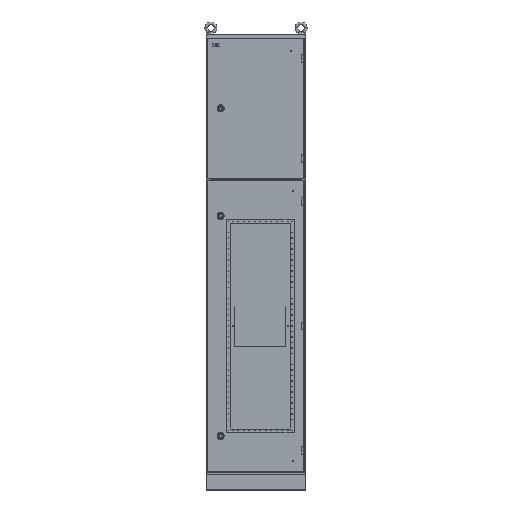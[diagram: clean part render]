
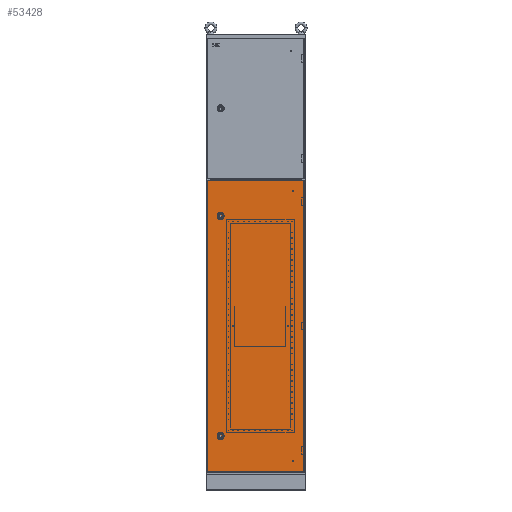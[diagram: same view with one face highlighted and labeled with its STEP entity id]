
A CAD part, top view. The second image highlights one B-rep face of the part: STEP entity #53428.
In plain terms, the highlighted planar face has unit normal (0, 0, 1).
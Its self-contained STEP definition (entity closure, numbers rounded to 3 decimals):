
#101 = EDGE_CURVE ( 'NONE', #79564, #51743, #17112, .T. ) ;
#1380 = LINE ( 'NONE', #60867, #66492 ) ;
#1874 = LINE ( 'NONE', #65348, #33425 ) ;
#4240 = DIRECTION ( 'NONE',  ( 0., 0., 1. ) ) ;
#5695 = EDGE_LOOP ( 'NONE', ( #27943, #45980 ) ) ;
#7050 = VERTEX_POINT ( 'NONE', #17543 ) ;
#9990 = LINE ( 'NONE', #55296, #43521 ) ;
#11840 = VERTEX_POINT ( 'NONE', #71409 ) ;
#11854 = CARTESIAN_POINT ( 'NONE',  ( 61.5, 500., 0. ) ) ;
#13603 = DIRECTION ( 'NONE',  ( 0., 0., 1. ) ) ;
#17112 = CIRCLE ( 'NONE', #57276, 1.5 ) ;
#17456 = DIRECTION ( 'NONE',  ( -1., 0., 0. ) ) ;
#17543 = CARTESIAN_POINT ( 'NONE',  ( 58.5, -500., 0. ) ) ;
#18658 = DIRECTION ( 'NONE',  ( 0., 0., 1. ) ) ;
#19379 = DIRECTION ( 'NONE',  ( 0., -1., 0. ) ) ;
#19631 = VERTEX_POINT ( 'NONE', #41187 ) ;
#21801 = AXIS2_PLACEMENT_3D ( 'NONE', #56472, #18658, #62792 ) ;
#27767 = PLANE ( 'NONE',  #64679 ) ;
#27943 = ORIENTED_EDGE ( 'NONE', *, *, #68747, .F. ) ;
#28052 = DIRECTION ( 'NONE',  ( 1., 0., 0. ) ) ;
#28450 = AXIS2_PLACEMENT_3D ( 'NONE', #41989, #4240, #48322 ) ;
#28592 = EDGE_CURVE ( 'NONE', #7050, #75148, #30859, .T. ) ;
#29390 = DIRECTION ( 'NONE',  ( 1., 0., 0. ) ) ;
#30859 = CIRCLE ( 'NONE', #57844, 1.5 ) ;
#33425 = VECTOR ( 'NONE', #71656, 1000. ) ;
#34560 = VERTEX_POINT ( 'NONE', #73762 ) ;
#35992 = FACE_BOUND ( 'NONE', #5695, .T. ) ;
#36735 = EDGE_LOOP ( 'NONE', ( #48653, #53551, #50317, #45877 ) ) ;
#37947 = ORIENTED_EDGE ( 'NONE', *, *, #66514, .F. ) ;
#41187 = CARTESIAN_POINT ( 'NONE',  ( 0., 663.5, 0. ) ) ;
#41989 = CARTESIAN_POINT ( 'NONE',  ( 60., 500., 0. ) ) ;
#43225 = EDGE_CURVE ( 'NONE', #19631, #34560, #62957, .T. ) ;
#43521 = VECTOR ( 'NONE', #17456, 1000. ) ;
#44209 = VECTOR ( 'NONE', #19379, 1000. ) ;
#44836 = FACE_BOUND ( 'NONE', #51237, .T. ) ;
#45877 = ORIENTED_EDGE ( 'NONE', *, *, #74653, .T. ) ;
#45980 = ORIENTED_EDGE ( 'NONE', *, *, #28592, .F. ) ;
#48322 = DIRECTION ( 'NONE',  ( 1., 0., 0. ) ) ;
#48653 = ORIENTED_EDGE ( 'NONE', *, *, #43225, .T. ) ;
#50317 = ORIENTED_EDGE ( 'NONE', *, *, #51820, .T. ) ;
#51237 = EDGE_LOOP ( 'NONE', ( #64973, #37947 ) ) ;
#51395 = CARTESIAN_POINT ( 'NONE',  ( 60., -500., 0. ) ) ;
#51743 = VERTEX_POINT ( 'NONE', #51913 ) ;
#51820 = EDGE_CURVE ( 'NONE', #11840, #62388, #1874, .T. ) ;
#51913 = CARTESIAN_POINT ( 'NONE',  ( 58.5, 500., 0. ) ) ;
#53428 = ADVANCED_FACE ( 'NONE', ( #35992, #44836, #61634 ), #27767, .T. ) ;
#53551 = ORIENTED_EDGE ( 'NONE', *, *, #81542, .T. ) ;
#55296 = CARTESIAN_POINT ( 'NONE',  ( 0., 663.5, 0. ) ) ;
#56065 = DIRECTION ( 'NONE',  ( 1., 0., 0. ) ) ;
#56122 = DIRECTION ( 'NONE',  ( 0., 0., 1. ) ) ;
#56147 = CARTESIAN_POINT ( 'NONE',  ( 60., 500., 0. ) ) ;
#56472 = CARTESIAN_POINT ( 'NONE',  ( 60., -500., 0. ) ) ;
#57196 = CARTESIAN_POINT ( 'NONE',  ( 0., 663.5, 0. ) ) ;
#57276 = AXIS2_PLACEMENT_3D ( 'NONE', #56147, #56122, #56065 ) ;
#57746 = DIRECTION ( 'NONE',  ( -1., 0., 0. ) ) ;
#57844 = AXIS2_PLACEMENT_3D ( 'NONE', #51395, #13603, #57746 ) ;
#59517 = CARTESIAN_POINT ( 'NONE',  ( 0., 0., 0. ) ) ;
#60867 = CARTESIAN_POINT ( 'NONE',  ( 0., -663.5, 0. ) ) ;
#61232 = CARTESIAN_POINT ( 'NONE',  ( 61.5, -500., 0. ) ) ;
#61634 = FACE_OUTER_BOUND ( 'NONE', #36735, .T. ) ;
#62388 = VERTEX_POINT ( 'NONE', #64218 ) ;
#62792 = DIRECTION ( 'NONE',  ( -1., 0., 0. ) ) ;
#62957 = LINE ( 'NONE', #57196, #44209 ) ;
#64218 = CARTESIAN_POINT ( 'NONE',  ( 440.5, 663.5, 0. ) ) ;
#64679 = AXIS2_PLACEMENT_3D ( 'NONE', #59517, #65813, #28052 ) ;
#64973 = ORIENTED_EDGE ( 'NONE', *, *, #101, .F. ) ;
#65348 = CARTESIAN_POINT ( 'NONE',  ( 440.5, 663.5, 0. ) ) ;
#65813 = DIRECTION ( 'NONE',  ( 0., 0., 1. ) ) ;
#66492 = VECTOR ( 'NONE', #29390, 1000. ) ;
#66514 = EDGE_CURVE ( 'NONE', #51743, #79564, #79968, .T. ) ;
#68747 = EDGE_CURVE ( 'NONE', #75148, #7050, #68790, .T. ) ;
#68790 = CIRCLE ( 'NONE', #21801, 1.5 ) ;
#71409 = CARTESIAN_POINT ( 'NONE',  ( 440.5, -663.5, 0. ) ) ;
#71656 = DIRECTION ( 'NONE',  ( 0., 1., 0. ) ) ;
#73762 = CARTESIAN_POINT ( 'NONE',  ( 0., -663.5, 0. ) ) ;
#74653 = EDGE_CURVE ( 'NONE', #62388, #19631, #9990, .T. ) ;
#75148 = VERTEX_POINT ( 'NONE', #61232 ) ;
#79564 = VERTEX_POINT ( 'NONE', #11854 ) ;
#79968 = CIRCLE ( 'NONE', #28450, 1.5 ) ;
#81542 = EDGE_CURVE ( 'NONE', #34560, #11840, #1380, .T. ) ;
